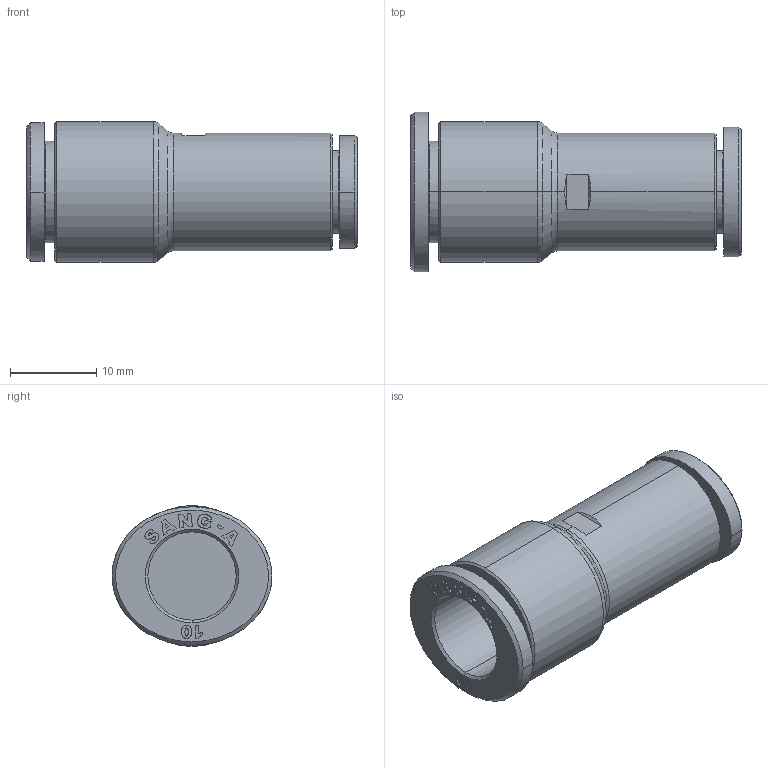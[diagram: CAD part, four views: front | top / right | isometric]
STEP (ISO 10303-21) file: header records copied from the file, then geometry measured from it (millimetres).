
FILE_DESCRIPTION((''),'2;1');
FILE_NAME('GPG_1008(3D).stp','2012-12-20T14:38:07',(''),(''),'Mechanical Desktop.R8.0.24.0','Mechanical Desktop.R8.0.24.0',', , ');
FILE_SCHEMA(('CONFIG_CONTROL_DESIGN'));
Length unit declared in the file: millimetre
Products named in the file (2): GPG_1008(3D); ºÎÇ°1
Assembly tree (1 placements, depth 2):
  GPG_1008(3D)
    ºÎÇ°1
Bounding box: 38.2 x 18.5 x 16.3 mm (x, y, z)
Volume: 3884.7 mm3; surface area: 3590.4 mm2
Topology: 1 solids, 1 shells, 797 faces, 2268 edges, 1506 vertices
Faces by surface type: plane 720, bspline 39, cylinder 22, cone 14, torus 2
Entity records: 26639 total; most frequent: CARTESIAN_POINT 5828, ORIENTED_EDGE 4536, DIRECTION 3894, EDGE_CURVE 2268, VECTOR 2122, LINE 2122, VERTEX_POINT 1506, AXIS2_PLACEMENT_3D 886
